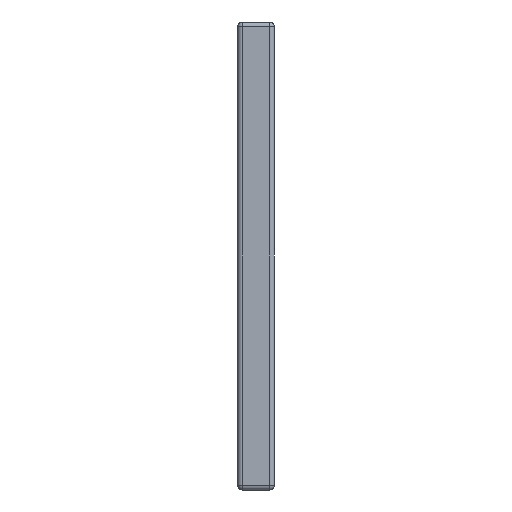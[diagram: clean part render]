
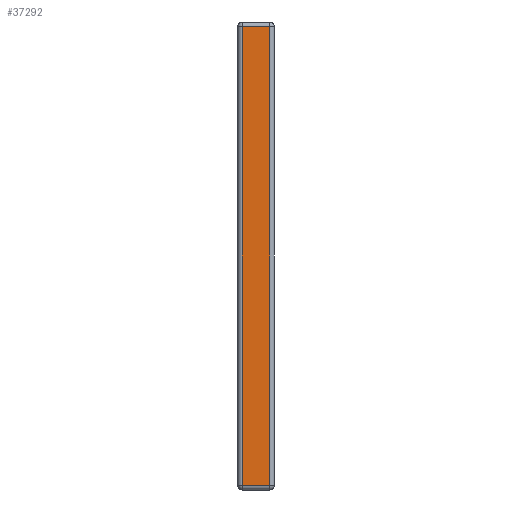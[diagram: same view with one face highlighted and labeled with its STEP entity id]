
A CAD part, left-side view. The second image highlights one B-rep face of the part: STEP entity #37292.
In plain terms, the highlighted planar face has unit normal (-1, 0, 0).
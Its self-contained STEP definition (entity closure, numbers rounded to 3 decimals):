
#383=PLANE('',#39378);
#2253=FACE_OUTER_BOUND('',#4302,.T.);
#4302=EDGE_LOOP('',(#26384,#26385,#26386,#26387));
#6655=LINE('',#51687,#11724);
#6660=LINE('',#51709,#11729);
#6665=LINE('',#51716,#11734);
#6668=LINE('',#51724,#11737);
#11724=VECTOR('',#41823,10.);
#11729=VECTOR('',#41850,10.);
#11734=VECTOR('',#41859,10.);
#11737=VECTOR('',#41868,10.);
#17158=VERTEX_POINT('',#51633);
#17171=VERTEX_POINT('',#51670);
#17175=VERTEX_POINT('',#51682);
#17179=VERTEX_POINT('',#51702);
#20804=EDGE_CURVE('',#17158,#17175,#6655,.T.);
#20815=EDGE_CURVE('',#17179,#17171,#6660,.T.);
#20820=EDGE_CURVE('',#17175,#17179,#6665,.T.);
#20824=EDGE_CURVE('',#17171,#17158,#6668,.T.);
#26384=ORIENTED_EDGE('',*,*,#20815,.F.);
#26385=ORIENTED_EDGE('',*,*,#20820,.F.);
#26386=ORIENTED_EDGE('',*,*,#20804,.F.);
#26387=ORIENTED_EDGE('',*,*,#20824,.F.);
#37292=ADVANCED_FACE('',(#2253),#383,.T.);
#39378=AXIS2_PLACEMENT_3D('',#51853,#41947,#41948);
#41823=DIRECTION('',(0.,1.,0.));
#41850=DIRECTION('',(0.,-1.,0.));
#41859=DIRECTION('',(0.,0.,1.));
#41868=DIRECTION('',(0.,0.,-1.));
#41947=DIRECTION('center_axis',(-1.,0.,0.));
#41948=DIRECTION('ref_axis',(0.,0.,1.));
#51633=CARTESIAN_POINT('',(-13.,-3.,-12.));
#51670=CARTESIAN_POINT('',(-13.,-3.,88.2));
#51682=CARTESIAN_POINT('',(-13.,3.,-12.));
#51687=CARTESIAN_POINT('',(-13.,0.,-12.));
#51702=CARTESIAN_POINT('',(-13.,3.,88.2));
#51709=CARTESIAN_POINT('',(-13.,0.,88.2));
#51716=CARTESIAN_POINT('',(-13.,3.,38.1));
#51724=CARTESIAN_POINT('',(-13.,-3.,62.4));
#51853=CARTESIAN_POINT('Origin',(-13.,0.,86.7));
